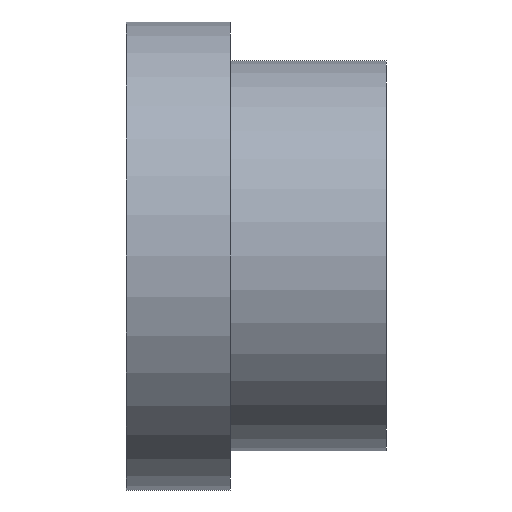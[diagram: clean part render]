
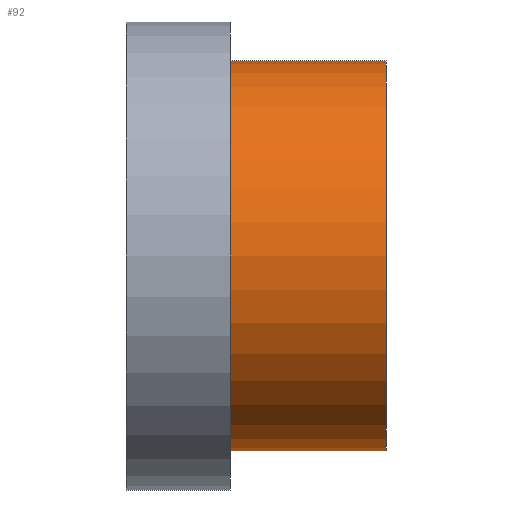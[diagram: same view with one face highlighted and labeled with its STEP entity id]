
A CAD part, front view. The second image highlights one B-rep face of the part: STEP entity #92.
In plain terms, the highlighted cylindrical face has radius 3.75 mm (diameter 7.5 mm), a full revolution.
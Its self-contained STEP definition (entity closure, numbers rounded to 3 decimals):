
#28=ORIENTED_EDGE('',*,*,#41,.F.);
#29=ORIENTED_EDGE('',*,*,#40,.T.);
#40=EDGE_CURVE('',#47,#47,#54,.T.);
#41=EDGE_CURVE('',#48,#48,#55,.T.);
#47=VERTEX_POINT('',#162);
#48=VERTEX_POINT('',#165);
#54=CIRCLE('',#114,3.75);
#55=CIRCLE('',#116,3.75);
#63=EDGE_LOOP('',(#28));
#64=EDGE_LOOP('',(#29));
#77=FACE_BOUND('',#63,.T.);
#78=FACE_BOUND('',#64,.T.);
#88=CYLINDRICAL_SURFACE('',#115,3.75);
#92=ADVANCED_FACE('',(#77,#78),#88,.T.);
#114=AXIS2_PLACEMENT_3D('',#161,#134,#135);
#115=AXIS2_PLACEMENT_3D('',#163,#136,#137);
#116=AXIS2_PLACEMENT_3D('',#164,#138,#139);
#134=DIRECTION('',(-1.,0.,0.));
#135=DIRECTION('',(0.,0.,1.));
#136=DIRECTION('',(-1.,0.,0.));
#137=DIRECTION('',(0.,0.,1.));
#138=DIRECTION('',(-1.,0.,0.));
#139=DIRECTION('',(0.,0.,1.));
#161=CARTESIAN_POINT('',(0.,0.,0.));
#162=CARTESIAN_POINT('',(0.,0.,3.75));
#163=CARTESIAN_POINT('',(-12.,0.,0.));
#164=CARTESIAN_POINT('',(-3.,0.,0.));
#165=CARTESIAN_POINT('',(-3.,0.,3.75));
